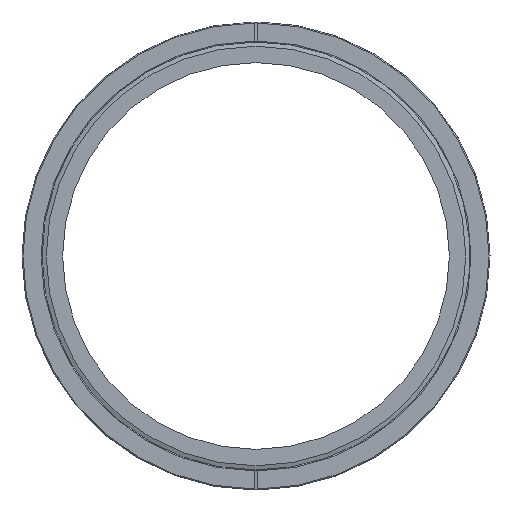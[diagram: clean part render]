
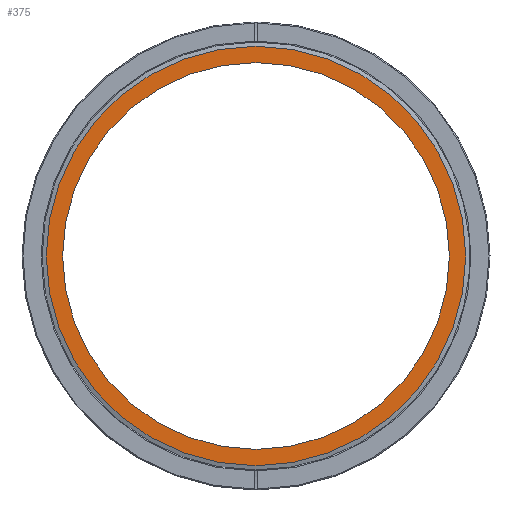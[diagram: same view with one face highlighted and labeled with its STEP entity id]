
A CAD part, left-side view. The second image highlights one B-rep face of the part: STEP entity #375.
In plain terms, the highlighted planar face has unit normal (-1, 0, 0).
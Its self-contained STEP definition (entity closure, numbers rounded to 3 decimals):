
#55=CIRCLE('',#421,100.);
#56=CIRCLE('',#422,108.454);
#95=ORIENTED_EDGE('',*,*,#190,.F.);
#96=ORIENTED_EDGE('',*,*,#191,.T.);
#190=EDGE_CURVE('',#236,#236,#55,.T.);
#191=EDGE_CURVE('',#237,#237,#56,.T.);
#236=VERTEX_POINT('',#629);
#237=VERTEX_POINT('',#631);
#287=EDGE_LOOP('',(#95));
#288=EDGE_LOOP('',(#96));
#327=FACE_BOUND('',#287,.T.);
#328=FACE_BOUND('',#288,.T.);
#363=PLANE('',#420);
#375=ADVANCED_FACE('',(#327,#328),#363,.F.);
#420=AXIS2_PLACEMENT_3D('',#627,#491,#492);
#421=AXIS2_PLACEMENT_3D('',#628,#493,#494);
#422=AXIS2_PLACEMENT_3D('',#630,#495,#496);
#491=DIRECTION('',(1.,0.,0.));
#492=DIRECTION('',(0.,0.,-1.));
#493=DIRECTION('',(-1.,0.,0.));
#494=DIRECTION('',(0.,0.,1.));
#495=DIRECTION('',(-1.,0.,0.));
#496=DIRECTION('',(0.,0.,1.));
#627=CARTESIAN_POINT('',(0.4,0.,108.454));
#628=CARTESIAN_POINT('',(0.4,0.,0.));
#629=CARTESIAN_POINT('',(0.4,0.,100.));
#630=CARTESIAN_POINT('',(0.4,0.,0.));
#631=CARTESIAN_POINT('',(0.4,0.,108.454));
